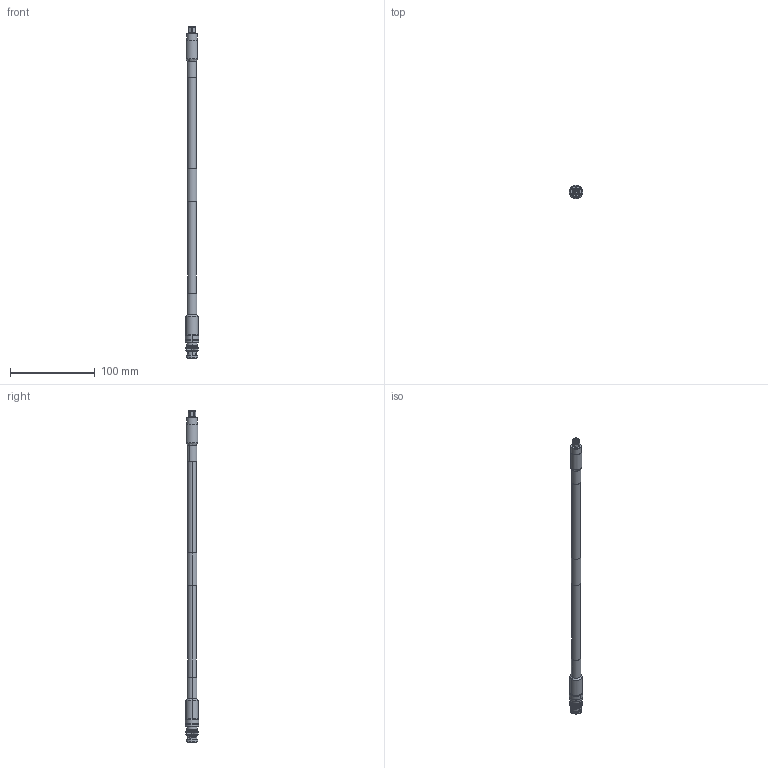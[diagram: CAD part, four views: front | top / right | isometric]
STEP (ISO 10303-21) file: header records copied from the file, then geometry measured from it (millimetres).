
FILE_DESCRIPTION (( 'STEP AP214' ), '1' );
FILE_NAME ('LCCA30295.step', '2020-03-19T19:37:01', ( '' ), ( '' ), 'SwSTEP 2.0', 'SolidWorks 2018', '' );
FILE_SCHEMA (( 'AUTOMOTIVE_DESIGN' ));
Length unit declared in the file: inch
Products named in the file (5): LCCA30295; Label^LCCA30295; Copy of TC-400-BM-X^LCCA30295_HeatShrink; Copy of TC-400-SM-X^LCCA30295_HeatShrink; Copy of Coax Cable^LCCA30295_LMR-400
Assembly tree (4 placements, depth 2):
  LCCA30295
    Copy of Coax Cable^LCCA30295_LMR-400
    Label^LCCA30295
    Copy of TC-400-SM-X^LCCA30295_HeatShrink
    Copy of TC-400-BM-X^LCCA30295_HeatShrink
Bounding box: 16 x 16 x 390.76 mm (x, y, z)
Volume: 41957.4 mm3; surface area: 17618.9 mm2
Topology: 6 solids, 8 shells, 547 faces, 1251 edges, 736 vertices
Faces by surface type: plane 185, cylinder 173, cone 168, bspline 21
Entity records: 19419 total; most frequent: CARTESIAN_POINT 7292, ORIENTED_EDGE 2502, DIRECTION 2436, EDGE_CURVE 1251, AXIS2_PLACEMENT_3D 1016, VERTEX_POINT 736, EDGE_LOOP 573, FACE_OUTER_BOUND 547
